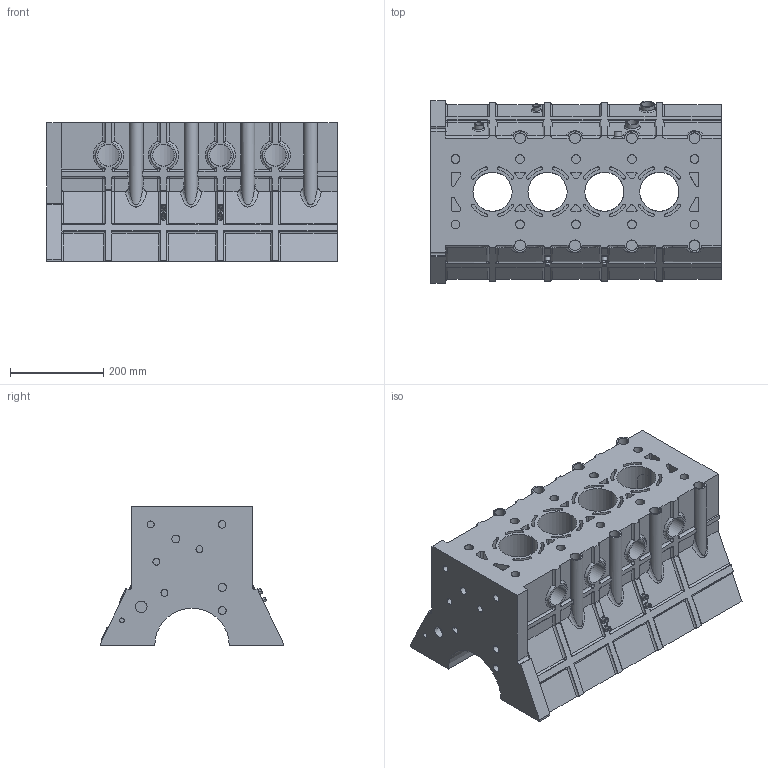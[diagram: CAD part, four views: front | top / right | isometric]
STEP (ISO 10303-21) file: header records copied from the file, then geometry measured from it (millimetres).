
FILE_DESCRIPTION(('CATIA V5 STEP Exchange'),'2;1');
FILE_NAME('bloc motor 2.stp','2024-02-12T15:24:42+00:00',('none'),('none'),'CATIA Version 5 Release 21 GA (IN-10)','CATIA V5 STEP AP203','none');
FILE_SCHEMA(('CONFIG_CONTROL_DESIGN'));
Length unit declared in the file: millimetre
Products named in the file (1): bloc motor
Bounding box: 623.92 x 392.65 x 298.14 mm (x, y, z)
Volume: 35886633.4 mm3; surface area: 1886101.3 mm2
Topology: 1 solids, 1 shells, 745 faces, 1984 edges, 1271 vertices
Faces by surface type: cylinder 393, plane 284, torus 30, sphere 20, bspline 12, extrusion 4, revolution 2
Entity records: 27150 total; most frequent: CARTESIAN_POINT 10423, ORIENTED_EDGE 3920, DIRECTION 2558, EDGE_CURVE 1960, VERTEX_POINT 1271, AXIS2_PLACEMENT_3D 1099, VECTOR 1025, LINE 1021
